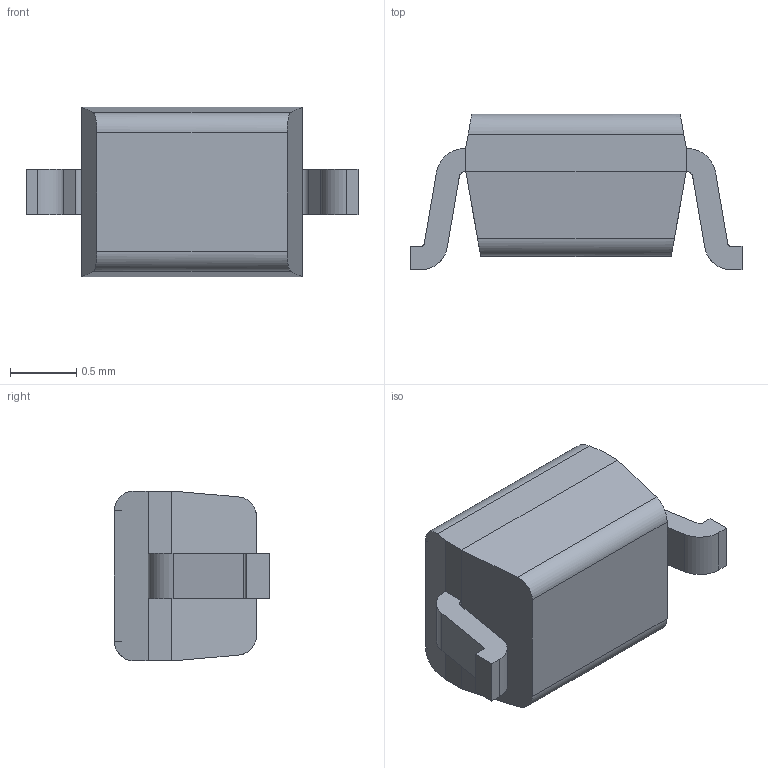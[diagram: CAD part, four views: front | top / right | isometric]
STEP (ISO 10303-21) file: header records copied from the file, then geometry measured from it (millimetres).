
FILE_DESCRIPTION (( 'STEP AP214' ), '1' );
FILE_NAME ('BAT54JFILM.STEP', '2023-05-17T04:14:20', ( '' ), ( '' ), 'SwSTEP 2.0', 'SolidWorks 2017', '' );
FILE_SCHEMA (( 'AUTOMOTIVE_DESIGN' ));
Length unit declared in the file: millimetre
Products named in the file (1): BAT54JFILM
Bounding box: 2.5 x 1.17 x 1.28 mm (x, y, z)
Volume: 2.2 mm3; surface area: 12.6 mm2
Topology: 4 solids, 4 shells, 51 faces, 121 edges, 78 vertices
Faces by surface type: plane 39, cylinder 12
Entity records: 1508 total; most frequent: CARTESIAN_POINT 275, ORIENTED_EDGE 242, DIRECTION 233, EDGE_CURVE 121, LINE 97, VECTOR 97, VERTEX_POINT 78, AXIS2_PLACEMENT_3D 68
